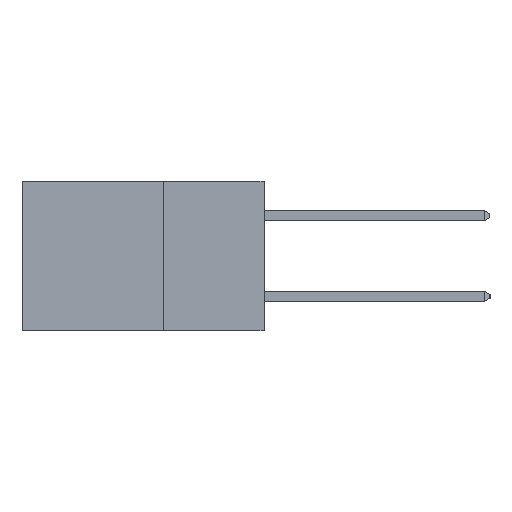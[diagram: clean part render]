
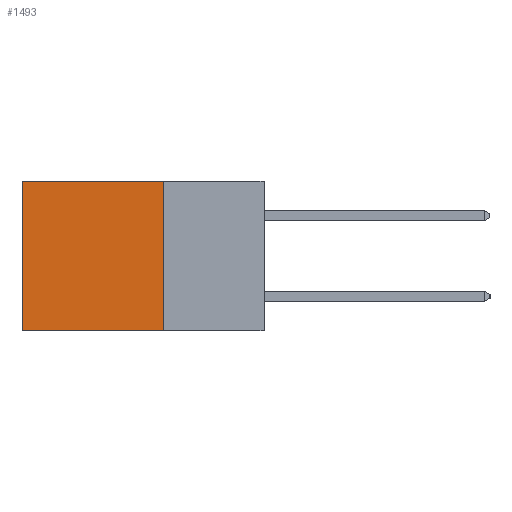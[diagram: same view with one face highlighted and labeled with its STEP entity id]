
A CAD part, left-side view. The second image highlights one B-rep face of the part: STEP entity #1493.
In plain terms, the highlighted planar face has unit normal (-1, 0, 0).
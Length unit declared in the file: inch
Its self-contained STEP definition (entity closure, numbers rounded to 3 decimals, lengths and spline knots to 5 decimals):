
#504 = AXIS2_PLACEMENT_3D ( 'NONE', #8455, #1527, #3438 ) ;
#940 = CARTESIAN_POINT ( 'NONE',  ( 0.2615, 0.25, 0. ) ) ;
#996 = EDGE_CURVE ( 'NONE', #1114, #3649, #5331, .T. ) ;
#1114 = VERTEX_POINT ( 'NONE', #4693 ) ;
#1211 = EDGE_CURVE ( 'NONE', #3063, #6596, #5323, .T. ) ;
#1493 = ADVANCED_FACE ( 'NONE', ( #5024 ), #9145, .F. ) ;
#1527 = DIRECTION ( 'NONE',  ( 1., 0., 0. ) ) ;
#1736 = EDGE_CURVE ( 'NONE', #6596, #3649, #10424, .T. ) ;
#2083 = ORIENTED_EDGE ( 'NONE', *, *, #1211, .T. ) ;
#2853 = ORIENTED_EDGE ( 'NONE', *, *, #9811, .F. ) ;
#2912 = VECTOR ( 'NONE', #10346, 39.37008 ) ;
#3063 = VERTEX_POINT ( 'NONE', #4080 ) ;
#3438 = DIRECTION ( 'NONE',  ( 0., 0., -1. ) ) ;
#3649 = VERTEX_POINT ( 'NONE', #9841 ) ;
#4080 = CARTESIAN_POINT ( 'NONE',  ( 0.2615, 0.25, 0. ) ) ;
#4693 = CARTESIAN_POINT ( 'NONE',  ( 0.2615, 0.25, -0.37 ) ) ;
#4941 = ORIENTED_EDGE ( 'NONE', *, *, #1736, .T. ) ;
#5024 = FACE_OUTER_BOUND ( 'NONE', #5410, .T. ) ;
#5323 = LINE ( 'NONE', #940, #2912 ) ;
#5331 = LINE ( 'NONE', #7811, #9607 ) ;
#5410 = EDGE_LOOP ( 'NONE', ( #4941, #6621, #2853, #2083 ) ) ;
#6131 = DIRECTION ( 'NONE',  ( 0., 1., 0. ) ) ;
#6241 = LINE ( 'NONE', #7324, #8477 ) ;
#6596 = VERTEX_POINT ( 'NONE', #10486 ) ;
#6621 = ORIENTED_EDGE ( 'NONE', *, *, #996, .F. ) ;
#7324 = CARTESIAN_POINT ( 'NONE',  ( 0.2615, 0.25, -0.37 ) ) ;
#7811 = CARTESIAN_POINT ( 'NONE',  ( 0.2615, 0.25, -0.37 ) ) ;
#8156 = DIRECTION ( 'NONE',  ( 0., 0., -1. ) ) ;
#8258 = VECTOR ( 'NONE', #8310, 39.37008 ) ;
#8260 = CARTESIAN_POINT ( 'NONE',  ( 0.2615, 0.6, -0.37 ) ) ;
#8310 = DIRECTION ( 'NONE',  ( 0., 0., -1. ) ) ;
#8455 = CARTESIAN_POINT ( 'NONE',  ( 0.2615, 0.25, -0.37 ) ) ;
#8477 = VECTOR ( 'NONE', #8156, 39.37008 ) ;
#9145 = PLANE ( 'NONE',  #504 ) ;
#9607 = VECTOR ( 'NONE', #6131, 39.37008 ) ;
#9811 = EDGE_CURVE ( 'NONE', #3063, #1114, #6241, .T. ) ;
#9841 = CARTESIAN_POINT ( 'NONE',  ( 0.2615, 0.6, -0.37 ) ) ;
#10346 = DIRECTION ( 'NONE',  ( 0., 1., 0. ) ) ;
#10424 = LINE ( 'NONE', #8260, #8258 ) ;
#10486 = CARTESIAN_POINT ( 'NONE',  ( 0.2615, 0.6, 0. ) ) ;
